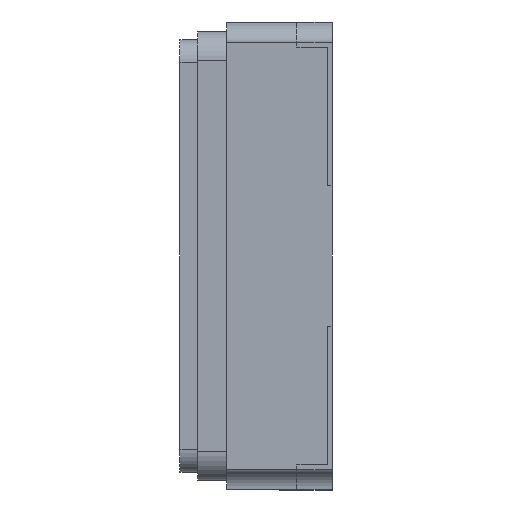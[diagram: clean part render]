
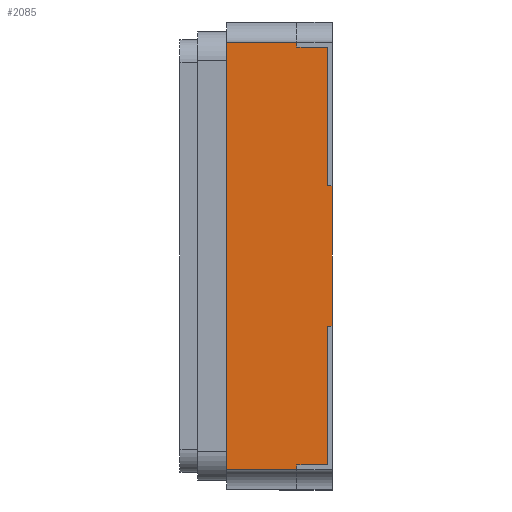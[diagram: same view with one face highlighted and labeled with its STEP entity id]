
A CAD part, left-side view. The second image highlights one B-rep face of the part: STEP entity #2085.
In plain terms, the highlighted planar face has unit normal (-1, 0, 0).
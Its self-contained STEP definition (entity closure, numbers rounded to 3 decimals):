
#29 = EDGE_CURVE ( 'NONE', #1444, #1645, #1230, .T. ) ;
#38 = LINE ( 'NONE', #2625, #1664 ) ;
#41 = CARTESIAN_POINT ( 'NONE',  ( -1.25, 0.02, 0.3 ) ) ;
#133 = CARTESIAN_POINT ( 'NONE',  ( -1.25, 0.15, 0.892 ) ) ;
#173 = CARTESIAN_POINT ( 'NONE',  ( -1.25, 0.15, -0.3 ) ) ;
#202 = AXIS2_PLACEMENT_3D ( 'NONE', #968, #3277, #2534 ) ;
#235 = CARTESIAN_POINT ( 'NONE',  ( -1.25, 0.15, -0.3 ) ) ;
#244 = ORIENTED_EDGE ( 'NONE', *, *, #2149, .F. ) ;
#345 = CARTESIAN_POINT ( 'NONE',  ( -1.25, 0.45, -0.913 ) ) ;
#360 = VECTOR ( 'NONE', #764, 1000. ) ;
#450 = LINE ( 'NONE', #503, #1228 ) ;
#463 = ORIENTED_EDGE ( 'NONE', *, *, #817, .F. ) ;
#503 = CARTESIAN_POINT ( 'NONE',  ( -1.25, 0.15, -0.893 ) ) ;
#682 = VECTOR ( 'NONE', #2477, 1000. ) ;
#694 = DIRECTION ( 'NONE',  ( 0., -1., 0. ) ) ;
#739 = EDGE_CURVE ( 'NONE', #2512, #3222, #2618, .T. ) ;
#741 = DIRECTION ( 'NONE',  ( 0., -1., 0. ) ) ;
#764 = DIRECTION ( 'NONE',  ( 0., -1., 0. ) ) ;
#779 = VECTOR ( 'NONE', #741, 1000. ) ;
#816 = LINE ( 'NONE', #173, #779 ) ;
#817 = EDGE_CURVE ( 'NONE', #3051, #1444, #2998, .T. ) ;
#838 = ORIENTED_EDGE ( 'NONE', *, *, #29, .F. ) ;
#898 = CARTESIAN_POINT ( 'NONE',  ( -1.25, 0.575, 0.913 ) ) ;
#929 = CARTESIAN_POINT ( 'NONE',  ( -1.25, 0.45, 0.913 ) ) ;
#930 = EDGE_CURVE ( 'NONE', #1190, #3157, #2763, .T. ) ;
#953 = ORIENTED_EDGE ( 'NONE', *, *, #2406, .F. ) ;
#968 = CARTESIAN_POINT ( 'NONE',  ( -1.25, 0.575, 0. ) ) ;
#969 = ORIENTED_EDGE ( 'NONE', *, *, #1534, .F. ) ;
#970 = EDGE_CURVE ( 'NONE', #3222, #3051, #38, .T. ) ;
#993 = ORIENTED_EDGE ( 'NONE', *, *, #739, .F. ) ;
#1007 = ORIENTED_EDGE ( 'NONE', *, *, #2661, .F. ) ;
#1030 = FACE_OUTER_BOUND ( 'NONE', #1803, .T. ) ;
#1042 = ORIENTED_EDGE ( 'NONE', *, *, #970, .F. ) ;
#1067 = CARTESIAN_POINT ( 'NONE',  ( -1.25, 0.02, -0.893 ) ) ;
#1190 = VERTEX_POINT ( 'NONE', #345 ) ;
#1209 = EDGE_CURVE ( 'NONE', #2349, #1645, #816, .T. ) ;
#1220 = LINE ( 'NONE', #898, #3086 ) ;
#1228 = VECTOR ( 'NONE', #1762, 1000. ) ;
#1230 = LINE ( 'NONE', #2873, #1829 ) ;
#1444 = VERTEX_POINT ( 'NONE', #1913 ) ;
#1496 = DIRECTION ( 'NONE',  ( 0., 0., -1. ) ) ;
#1500 = CARTESIAN_POINT ( 'NONE',  ( -1.25, 0.02, -0.893 ) ) ;
#1522 = CARTESIAN_POINT ( 'NONE',  ( -1.25, 0.15, 0.3 ) ) ;
#1534 = EDGE_CURVE ( 'NONE', #2683, #3157, #1949, .T. ) ;
#1598 = ORIENTED_EDGE ( 'NONE', *, *, #2078, .F. ) ;
#1599 = CARTESIAN_POINT ( 'NONE',  ( -1.25, 0., -0.3 ) ) ;
#1645 = VERTEX_POINT ( 'NONE', #1599 ) ;
#1664 = VECTOR ( 'NONE', #2650, 1000. ) ;
#1674 = DIRECTION ( 'NONE',  ( 0., -1., 0. ) ) ;
#1708 = LINE ( 'NONE', #1824, #1787 ) ;
#1749 = LINE ( 'NONE', #1500, #1983 ) ;
#1762 = DIRECTION ( 'NONE',  ( 0., 1., 0. ) ) ;
#1787 = VECTOR ( 'NONE', #2848, 1000. ) ;
#1794 = CARTESIAN_POINT ( 'NONE',  ( -1.25, 0.15, -0.893 ) ) ;
#1803 = EDGE_LOOP ( 'NONE', ( #2819, #1007, #953, #1944, #969, #1598, #244, #3141, #838, #463, #1042, #993 ) ) ;
#1808 = VERTEX_POINT ( 'NONE', #929 ) ;
#1824 = CARTESIAN_POINT ( 'NONE',  ( -1.25, 0.45, -0.913 ) ) ;
#1829 = VECTOR ( 'NONE', #2391, 1000. ) ;
#1861 = CARTESIAN_POINT ( 'NONE',  ( -1.25, 0.15, -0.913 ) ) ;
#1913 = CARTESIAN_POINT ( 'NONE',  ( -1.25, 0., 0.3 ) ) ;
#1944 = ORIENTED_EDGE ( 'NONE', *, *, #930, .T. ) ;
#1949 = LINE ( 'NONE', #1961, #682 ) ;
#1961 = CARTESIAN_POINT ( 'NONE',  ( -1.25, 0.15, -0.3 ) ) ;
#1974 = VECTOR ( 'NONE', #694, 1000. ) ;
#1983 = VECTOR ( 'NONE', #1496, 1000. ) ;
#2038 = EDGE_CURVE ( 'NONE', #3172, #2512, #3091, .T. ) ;
#2078 = EDGE_CURVE ( 'NONE', #2740, #2683, #450, .T. ) ;
#2085 = ADVANCED_FACE ( 'NONE', ( #1030 ), #2522, .T. ) ;
#2089 = CARTESIAN_POINT ( 'NONE',  ( -1.25, 0.575, -0.913 ) ) ;
#2090 = VECTOR ( 'NONE', #2840, 1000. ) ;
#2149 = EDGE_CURVE ( 'NONE', #2349, #2740, #1749, .T. ) ;
#2349 = VERTEX_POINT ( 'NONE', #2351 ) ;
#2351 = CARTESIAN_POINT ( 'NONE',  ( -1.25, 0.02, -0.3 ) ) ;
#2391 = DIRECTION ( 'NONE',  ( 0., 0., -1. ) ) ;
#2406 = EDGE_CURVE ( 'NONE', #1190, #1808, #1708, .T. ) ;
#2468 = VECTOR ( 'NONE', #3020, 1000. ) ;
#2477 = DIRECTION ( 'NONE',  ( 0., 0., -1. ) ) ;
#2512 = VERTEX_POINT ( 'NONE', #133 ) ;
#2522 = PLANE ( 'NONE',  #202 ) ;
#2534 = DIRECTION ( 'NONE',  ( 0., 0., 1. ) ) ;
#2618 = LINE ( 'NONE', #3223, #1974 ) ;
#2625 = CARTESIAN_POINT ( 'NONE',  ( -1.25, 0.02, -0.893 ) ) ;
#2648 = CARTESIAN_POINT ( 'NONE',  ( -1.25, 0.15, 0.913 ) ) ;
#2650 = DIRECTION ( 'NONE',  ( 0., 0., -1. ) ) ;
#2661 = EDGE_CURVE ( 'NONE', #1808, #3172, #1220, .T. ) ;
#2683 = VERTEX_POINT ( 'NONE', #1794 ) ;
#2740 = VERTEX_POINT ( 'NONE', #1067 ) ;
#2763 = LINE ( 'NONE', #2089, #2090 ) ;
#2819 = ORIENTED_EDGE ( 'NONE', *, *, #2038, .F. ) ;
#2840 = DIRECTION ( 'NONE',  ( 0., -1., 0. ) ) ;
#2848 = DIRECTION ( 'NONE',  ( 0., 0., 1. ) ) ;
#2873 = CARTESIAN_POINT ( 'NONE',  ( -1.25, 0., 0. ) ) ;
#2888 = CARTESIAN_POINT ( 'NONE',  ( -1.25, 0.02, 0.892 ) ) ;
#2998 = LINE ( 'NONE', #1522, #360 ) ;
#3020 = DIRECTION ( 'NONE',  ( 0., 0., -1. ) ) ;
#3051 = VERTEX_POINT ( 'NONE', #41 ) ;
#3086 = VECTOR ( 'NONE', #1674, 1000. ) ;
#3091 = LINE ( 'NONE', #235, #2468 ) ;
#3141 = ORIENTED_EDGE ( 'NONE', *, *, #1209, .T. ) ;
#3157 = VERTEX_POINT ( 'NONE', #1861 ) ;
#3172 = VERTEX_POINT ( 'NONE', #2648 ) ;
#3222 = VERTEX_POINT ( 'NONE', #2888 ) ;
#3223 = CARTESIAN_POINT ( 'NONE',  ( -1.25, 0.15, 0.892 ) ) ;
#3277 = DIRECTION ( 'NONE',  ( -1., 0., 0. ) ) ;
